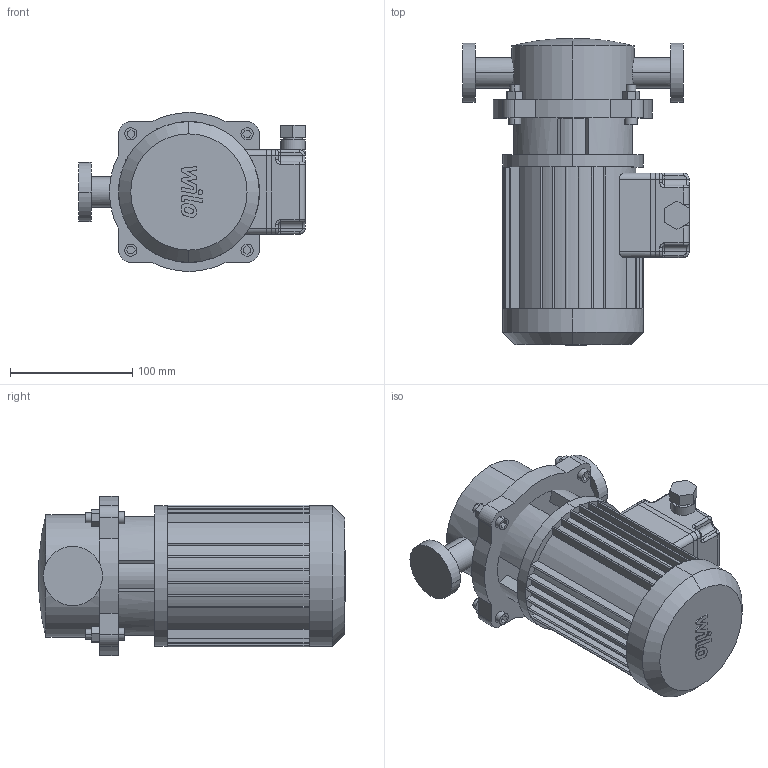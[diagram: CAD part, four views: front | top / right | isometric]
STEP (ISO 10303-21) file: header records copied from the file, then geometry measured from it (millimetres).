
FILE_DESCRIPTION((''),'2;1');
FILE_NAME('3d_IP-Z25_2DM-4090292.stp','2014-09-01T12:45:24',(''),(''),'Mechanical Desktop 2009','Mechanical Desktop 2009',', , ');
FILE_SCHEMA(('CONFIG_CONTROL_DESIGN'));
Length unit declared in the file: millimetre
Products named in the file (1): Product
Bounding box: 185 x 250.76 x 130 mm (x, y, z)
Volume: 2440554.2 mm3; surface area: 259802.4 mm2
Topology: 9 solids, 9 shells, 401 faces, 1028 edges, 662 vertices
Faces by surface type: bspline 157, plane 147, cylinder 95, cone 2
Entity records: 14387 total; most frequent: CARTESIAN_POINT 4931, ORIENTED_EDGE 2048, DIRECTION 1779, EDGE_CURVE 1024, VERTEX_POINT 662, VECTOR 643, LINE 643, AXIS2_PLACEMENT_3D 568
